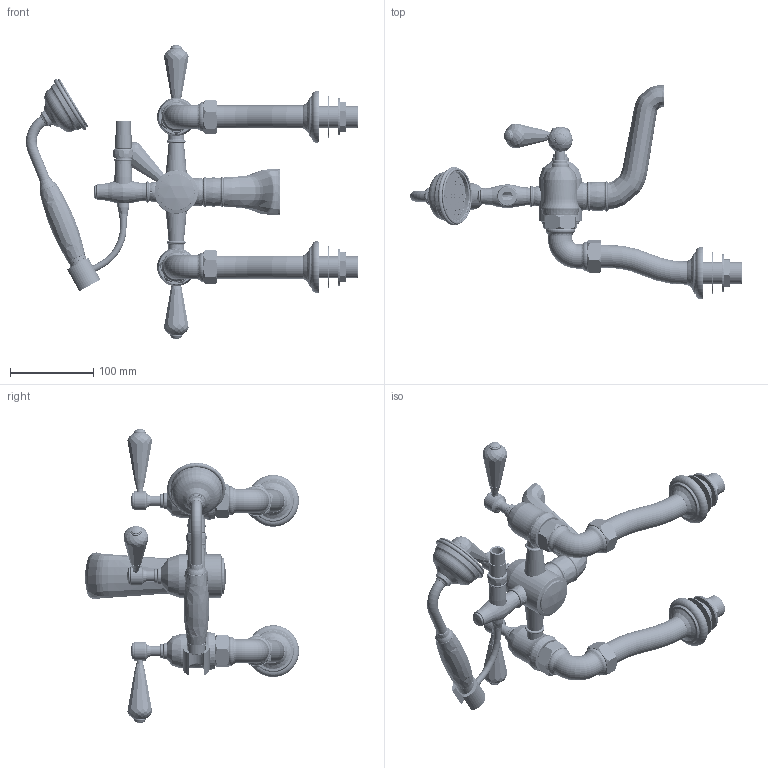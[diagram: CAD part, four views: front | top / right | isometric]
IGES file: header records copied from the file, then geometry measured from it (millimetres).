
Global section: file name: No Iges File Name specified; native system: Autodesk Inventor 2012; preprocessor: AutoDesk Inventor Iges Exporter R2012; author: adaniels; date: 20110812.153025; units: millimetre
Bounding box: 397.75 x 256.3 x 352.12 mm (x, y, z)
Volume: 918961.8 mm3; surface area: 431544.8 mm2
Topology: 116 solids, 214 shells, 3404 faces, 8076 edges, 4973 vertices
Faces by surface type: plane 1603, revolution 917, cylinder 482, torus 184, bspline 105, cone 103, sphere 10
Full cylindrical faces by diameter (mm): 3 x1, 3.14 x3, 4 x4, 5 x4, 5.8 x2, 6 x6, 6.524 x1, 6.8 x6, 7.5 x6, 7.93 x2, 8.85 x2, 9 x1, 9.3 x3, 9.4 x1, 9.524 x1, 9.7 x3, 9.75 x6, 10.1 x3, 12 x3, 12.488 x6, 12.7 x4, 13.75 x1, 14 x4, 14.6 x2, 14.74 x2, 15 x1, 15.99 x1, 16 x1, 16.2 x1, 17 x5
